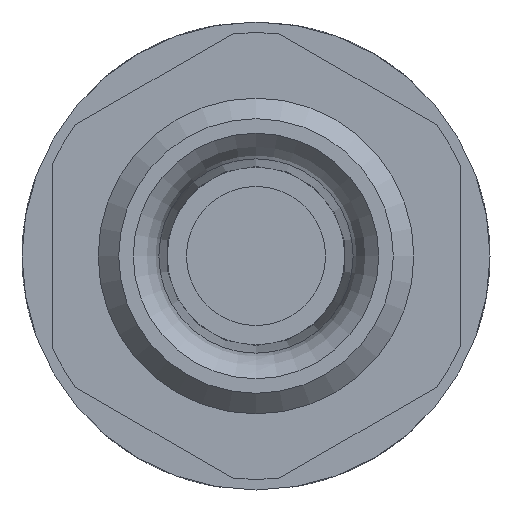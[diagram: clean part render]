
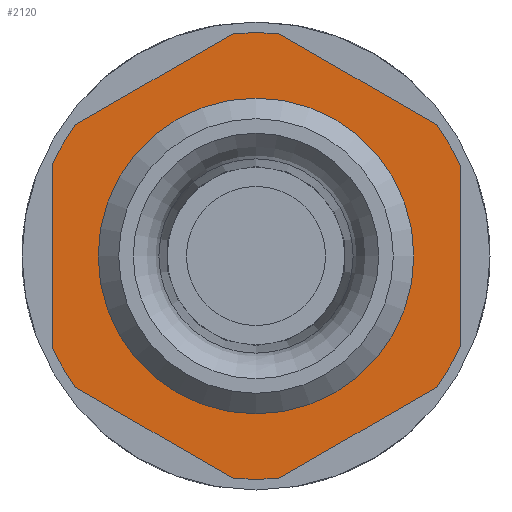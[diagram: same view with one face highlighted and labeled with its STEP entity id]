
A CAD part, front view. The second image highlights one B-rep face of the part: STEP entity #2120.
In plain terms, the highlighted planar face has unit normal (0, -1, 0).
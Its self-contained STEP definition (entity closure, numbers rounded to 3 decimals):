
#21=PLANE('',#2263);
#89=LINE('',#3259,#191);
#90=LINE('',#3261,#192);
#91=LINE('',#3262,#193);
#92=LINE('',#3263,#194);
#93=LINE('',#3264,#195);
#94=LINE('',#3265,#196);
#191=VECTOR('',#2499,1000.);
#192=VECTOR('',#2500,1000.);
#193=VECTOR('',#2501,1000.);
#194=VECTOR('',#2502,1000.);
#195=VECTOR('',#2503,1000.);
#196=VECTOR('',#2504,1000.);
#502=ORIENTED_EDGE('',*,*,#931,.F.);
#503=ORIENTED_EDGE('',*,*,#920,.T.);
#504=ORIENTED_EDGE('',*,*,#932,.F.);
#505=ORIENTED_EDGE('',*,*,#924,.T.);
#506=ORIENTED_EDGE('',*,*,#933,.F.);
#507=ORIENTED_EDGE('',*,*,#906,.T.);
#508=ORIENTED_EDGE('',*,*,#934,.F.);
#509=ORIENTED_EDGE('',*,*,#912,.T.);
#510=ORIENTED_EDGE('',*,*,#935,.F.);
#511=ORIENTED_EDGE('',*,*,#916,.T.);
#512=ORIENTED_EDGE('',*,*,#936,.F.);
#513=ORIENTED_EDGE('',*,*,#937,.T.);
#514=ORIENTED_EDGE('',*,*,#930,.F.);
#906=EDGE_CURVE('',#1125,#1123,#1203,.T.);
#912=EDGE_CURVE('',#1128,#1130,#1206,.T.);
#916=EDGE_CURVE('',#1132,#1134,#1208,.T.);
#920=EDGE_CURVE('',#1136,#1138,#1210,.T.);
#924=EDGE_CURVE('',#1140,#1142,#1212,.T.);
#930=EDGE_CURVE('',#1148,#1148,#1218,.T.);
#931=EDGE_CURVE('',#1136,#1149,#89,.T.);
#932=EDGE_CURVE('',#1140,#1138,#90,.T.);
#933=EDGE_CURVE('',#1125,#1142,#91,.T.);
#934=EDGE_CURVE('',#1128,#1123,#92,.T.);
#935=EDGE_CURVE('',#1132,#1130,#93,.T.);
#936=EDGE_CURVE('',#1150,#1134,#94,.T.);
#937=EDGE_CURVE('',#1150,#1149,#1219,.T.);
#1123=VERTEX_POINT('',#3197);
#1125=VERTEX_POINT('',#3200);
#1128=VERTEX_POINT('',#3207);
#1130=VERTEX_POINT('',#3211);
#1132=VERTEX_POINT('',#3216);
#1134=VERTEX_POINT('',#3220);
#1136=VERTEX_POINT('',#3225);
#1138=VERTEX_POINT('',#3229);
#1140=VERTEX_POINT('',#3234);
#1142=VERTEX_POINT('',#3238);
#1148=VERTEX_POINT('',#3257);
#1149=VERTEX_POINT('',#3260);
#1150=VERTEX_POINT('',#3266);
#1203=CIRCLE('',#2237,9.3);
#1206=CIRCLE('',#2241,9.3);
#1208=CIRCLE('',#2244,9.3);
#1210=CIRCLE('',#2247,9.3);
#1212=CIRCLE('',#2250,9.3);
#1218=CIRCLE('',#2262,6.579);
#1219=CIRCLE('',#2264,9.3);
#1265=EDGE_LOOP('',(#502,#503,#504,#505,#506,#507,#508,#509,#510,#511,#512,
#513));
#1266=EDGE_LOOP('',(#514));
#1387=FACE_BOUND('',#1265,.T.);
#1388=FACE_BOUND('',#1266,.T.);
#2120=ADVANCED_FACE('',(#1387,#1388),#21,.T.);
#2237=AXIS2_PLACEMENT_3D('',#3199,#2436,#2437);
#2241=AXIS2_PLACEMENT_3D('',#3212,#2447,#2448);
#2244=AXIS2_PLACEMENT_3D('',#3221,#2455,#2456);
#2247=AXIS2_PLACEMENT_3D('',#3230,#2463,#2464);
#2250=AXIS2_PLACEMENT_3D('',#3239,#2471,#2472);
#2262=AXIS2_PLACEMENT_3D('',#3256,#2495,#2496);
#2263=AXIS2_PLACEMENT_3D('',#3258,#2497,#2498);
#2264=AXIS2_PLACEMENT_3D('',#3267,#2505,#2506);
#2436=DIRECTION('',(0.,-1.,0.));
#2437=DIRECTION('',(0.,0.,-1.));
#2447=DIRECTION('',(0.,-1.,0.));
#2448=DIRECTION('',(0.,0.,-1.));
#2455=DIRECTION('',(0.,-1.,0.));
#2456=DIRECTION('',(0.,0.,-1.));
#2463=DIRECTION('',(0.,-1.,0.));
#2464=DIRECTION('',(0.,0.,-1.));
#2471=DIRECTION('',(0.,-1.,0.));
#2472=DIRECTION('',(0.,0.,-1.));
#2495=DIRECTION('',(0.,-1.,0.));
#2496=DIRECTION('',(0.,0.,-1.));
#2497=DIRECTION('',(0.,-1.,0.));
#2498=DIRECTION('',(0.,0.,-1.));
#2499=DIRECTION('',(0.,0.,-1.));
#2500=DIRECTION('',(0.866,0.,-0.5));
#2501=DIRECTION('',(0.866,0.,0.5));
#2502=DIRECTION('',(0.,0.,1.));
#2503=DIRECTION('',(-0.866,0.,0.5));
#2504=DIRECTION('',(-0.866,0.,-0.5));
#2505=DIRECTION('',(0.,-1.,0.));
#2506=DIRECTION('',(0.,0.,-1.));
#3197=CARTESIAN_POINT('',(-8.5,15.,3.774));
#3199=CARTESIAN_POINT('',(0.,15.,0.));
#3200=CARTESIAN_POINT('',(-7.518,15.,5.474));
#3207=CARTESIAN_POINT('',(-8.5,15.,-3.774));
#3211=CARTESIAN_POINT('',(-7.518,15.,-5.474));
#3212=CARTESIAN_POINT('',(0.,15.,0.));
#3216=CARTESIAN_POINT('',(-0.982,15.,-9.248));
#3220=CARTESIAN_POINT('',(0.982,15.,-9.248));
#3221=CARTESIAN_POINT('',(0.,15.,0.));
#3225=CARTESIAN_POINT('',(8.5,15.,3.774));
#3229=CARTESIAN_POINT('',(7.518,15.,5.474));
#3230=CARTESIAN_POINT('',(0.,15.,0.));
#3234=CARTESIAN_POINT('',(0.982,15.,9.248));
#3238=CARTESIAN_POINT('',(-0.982,15.,9.248));
#3239=CARTESIAN_POINT('',(0.,15.,0.));
#3256=CARTESIAN_POINT('',(0.,15.,0.));
#3257=CARTESIAN_POINT('',(0.,15.,-6.579));
#3258=CARTESIAN_POINT('',(6.579,15.,0.));
#3259=CARTESIAN_POINT('',(8.5,15.,4.907));
#3260=CARTESIAN_POINT('',(8.5,15.,-3.774));
#3261=CARTESIAN_POINT('',(0.,15.,9.815));
#3262=CARTESIAN_POINT('',(-8.5,15.,4.907));
#3263=CARTESIAN_POINT('',(-8.5,15.,-4.907));
#3264=CARTESIAN_POINT('',(0.,15.,-9.815));
#3265=CARTESIAN_POINT('',(8.5,15.,-4.907));
#3266=CARTESIAN_POINT('',(7.518,15.,-5.474));
#3267=CARTESIAN_POINT('',(0.,15.,0.));
